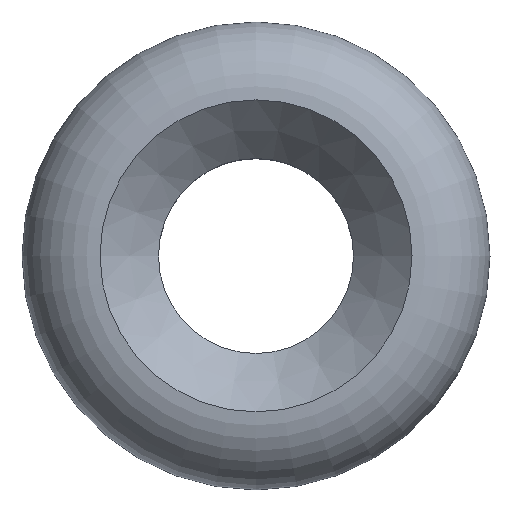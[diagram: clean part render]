
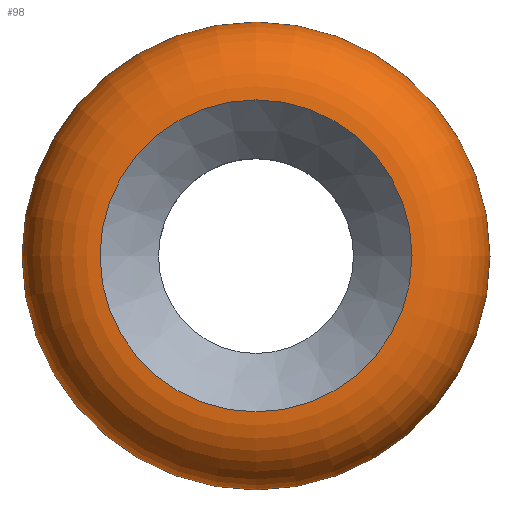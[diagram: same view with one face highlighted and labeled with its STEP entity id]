
A CAD part, top view. The second image highlights one B-rep face of the part: STEP entity #98.
In plain terms, the highlighted toroidal (fillet/blend) face has major radius 4 mm and minor radius 2 mm.
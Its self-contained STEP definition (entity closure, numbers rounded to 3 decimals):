
#19=TOROIDAL_SURFACE('',#123,4.,2.);
#24=FACE_OUTER_BOUND('',#30,.T.);
#30=EDGE_LOOP('',(#82,#83,#84,#85,#86));
#42=CIRCLE('',#117,4.);
#45=CIRCLE('',#120,4.);
#47=CIRCLE('',#124,2.);
#48=CIRCLE('',#125,6.);
#51=VERTEX_POINT('',#168);
#52=VERTEX_POINT('',#169);
#56=VERTEX_POINT('',#182);
#59=EDGE_CURVE('',#51,#52,#42,.T.);
#63=EDGE_CURVE('',#52,#51,#45,.T.);
#66=EDGE_CURVE('',#52,#56,#47,.T.);
#67=EDGE_CURVE('',#56,#56,#48,.T.);
#82=ORIENTED_EDGE('',*,*,#59,.T.);
#83=ORIENTED_EDGE('',*,*,#66,.T.);
#84=ORIENTED_EDGE('',*,*,#67,.T.);
#85=ORIENTED_EDGE('',*,*,#66,.F.);
#86=ORIENTED_EDGE('',*,*,#63,.T.);
#98=ADVANCED_FACE('',(#24),#19,.T.);
#117=AXIS2_PLACEMENT_3D('',#170,#135,#136);
#120=AXIS2_PLACEMENT_3D('',#176,#142,#143);
#123=AXIS2_PLACEMENT_3D('',#181,#149,#150);
#124=AXIS2_PLACEMENT_3D('',#183,#151,#152);
#125=AXIS2_PLACEMENT_3D('',#184,#153,#154);
#135=DIRECTION('center_axis',(0.,0.,-1.));
#136=DIRECTION('ref_axis',(-1.,0.,0.));
#142=DIRECTION('center_axis',(0.,0.,-1.));
#143=DIRECTION('ref_axis',(-1.,0.,0.));
#149=DIRECTION('center_axis',(0.,0.,1.));
#150=DIRECTION('ref_axis',(1.,0.,0.));
#151=DIRECTION('center_axis',(0.,-1.,0.));
#152=DIRECTION('ref_axis',(-1.,0.,0.));
#153=DIRECTION('center_axis',(0.,0.,1.));
#154=DIRECTION('ref_axis',(-1.,0.,0.));
#168=CARTESIAN_POINT('',(4.,0.,5.5));
#169=CARTESIAN_POINT('',(-4.,0.,5.5));
#170=CARTESIAN_POINT('Origin',(0.,0.,5.5));
#176=CARTESIAN_POINT('Origin',(0.,0.,5.5));
#181=CARTESIAN_POINT('Origin',(0.,0.,3.5));
#182=CARTESIAN_POINT('',(-6.,0.,3.5));
#183=CARTESIAN_POINT('Origin',(-4.,0.,3.5));
#184=CARTESIAN_POINT('Origin',(0.,0.,3.5));
